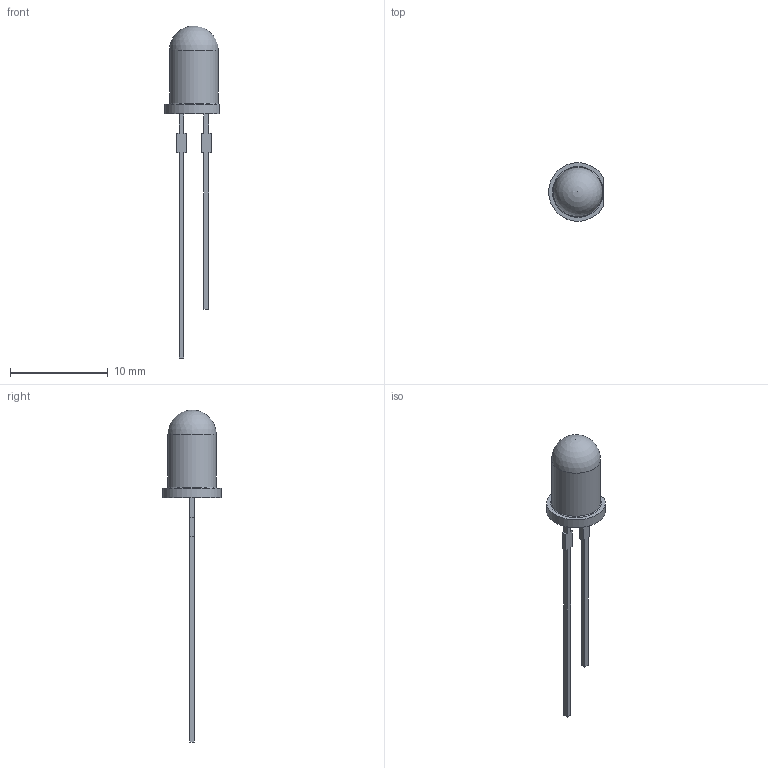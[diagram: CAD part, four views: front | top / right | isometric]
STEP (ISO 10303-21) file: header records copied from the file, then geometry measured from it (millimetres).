
FILE_DESCRIPTION(('STEP AP214'), '1');
FILE_NAME('LED-D5x9-white', '', ('UNSPECIFIED'), ('UNSPECIFIED'), 'ASCON STEP Converter 1.3', 'ASCON Math Kernel', '');
FILE_SCHEMA(('AUTOMOTIVE_DESIGN { 1 0 10303 214 3 1 1}'));
Length unit declared in the file: millimetre
Bounding box: 5.6 x 6 x 34 mm (x, y, z)
Volume: 183.3 mm3; surface area: 295.9 mm2
Topology: 2 solids, 2 shells, 66 faces, 172 edges, 111 vertices
Faces by surface type: plane 51, cylinder 7, torus 4, cone 3, sphere 1
Full cylindrical faces by diameter (mm): 0.015 x2, 1.25 x1, 5 x1
Entity records: 2633 total; most frequent: CARTESIAN_POINT 464, ORIENTED_EDGE 322, DIRECTION 317, EDGE_CURVE 161, LINE 135, VECTOR 135, VERTEX_POINT 110, AXIS2_PLACEMENT_3D 91
